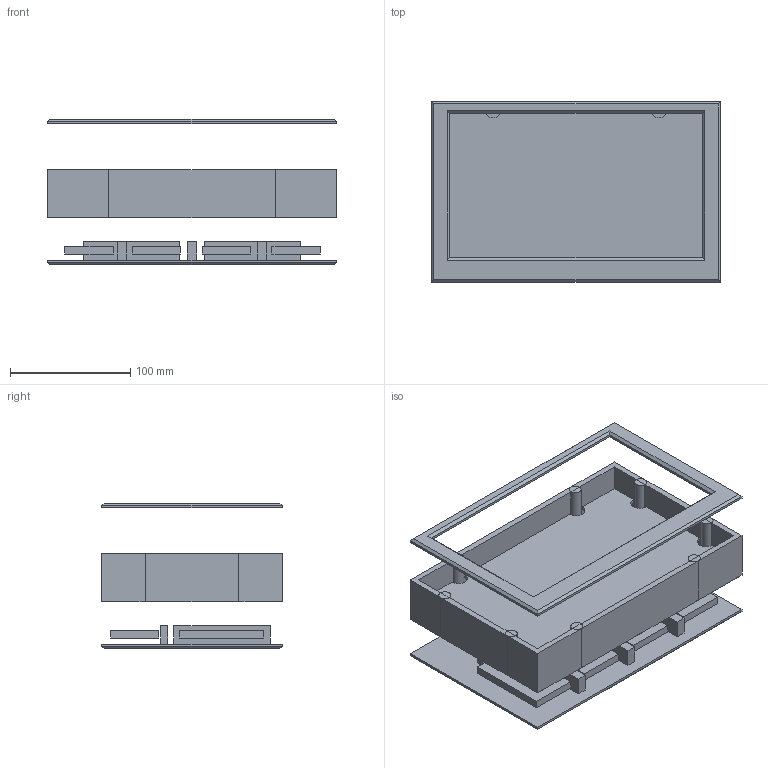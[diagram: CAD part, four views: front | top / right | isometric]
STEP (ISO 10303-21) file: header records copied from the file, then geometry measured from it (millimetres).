
FILE_DESCRIPTION(('FreeCAD Model'),'2;1');
FILE_NAME('Open CASCADE Shape Model','2024-03-13T12:36:43',(''),(''), 'Open CASCADE STEP processor 7.6','FreeCAD','Unknown');
FILE_SCHEMA(('AUTOMOTIVE_DESIGN { 1 0 10303 214 1 1 1 1 }'));
Length unit declared in the file: millimetre
Products named in the file (11): Unnamed; border; mid plate; front plate; rear plate; acc1; acc2; acc3; acc4; acc5; acc6
Assembly tree (10 placements, depth 2):
  Unnamed
    border
    mid plate
    front plate
    rear plate
    acc1
    acc2
    acc3
    acc4
    acc5
    acc6
Bounding box: 240 x 150 x 121 mm (x, y, z)
Volume: 595542.8 mm3; surface area: 290588.1 mm2
Topology: 10 solids, 10 shells, 240 faces, 503 edges, 286 vertices
Faces by surface type: plane 211, cylinder 29
Entity records: 6458 total; most frequent: DIRECTION 1115, CARTESIAN_POINT 1040, ORIENTED_EDGE 1006, EDGE_CURVE 503, LINE 393, VECTOR 393, AXIS2_PLACEMENT_3D 361, VERTEX_POINT 286
